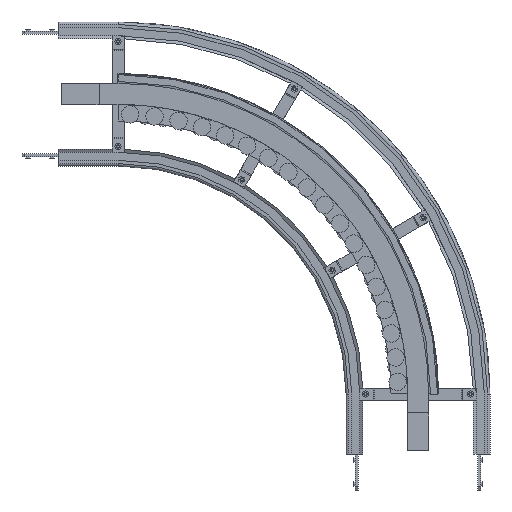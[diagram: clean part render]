
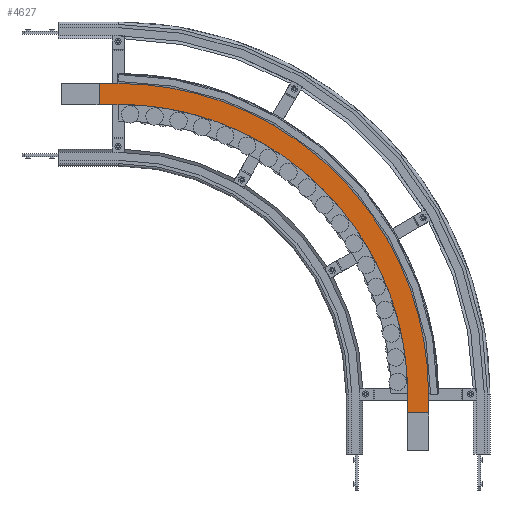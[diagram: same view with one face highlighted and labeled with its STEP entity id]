
A CAD part, front view. The second image highlights one B-rep face of the part: STEP entity #4627.
In plain terms, the highlighted planar face has unit normal (0, -1, 0).
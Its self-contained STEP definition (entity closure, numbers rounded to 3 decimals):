
#4627=ADVANCED_FACE('',(#9622),#9623,.T.);
#9622=FACE_OUTER_BOUND('',#14860,.T.);
#9623=PLANE('',#14861);
#14860=EDGE_LOOP('',(#28266,#28267,#28268,#28269,#28270,#28271,#28272,#28273,#28274,#28275,#28276,#28277,#28278,#28279,#28280,#28281,#28282,#28283,#28284,#28285,#28286,#28287,#28288,#28289,#28290));
#14861=AXIS2_PLACEMENT_3D('',#28291,#28292,#28293);
#28266=ORIENTED_EDGE('',*,*,#36055,.T.);
#28267=ORIENTED_EDGE('',*,*,#36053,.F.);
#28268=ORIENTED_EDGE('',*,*,#36056,.T.);
#28269=ORIENTED_EDGE('',*,*,#36057,.T.);
#28270=ORIENTED_EDGE('',*,*,#35095,.T.);
#28271=ORIENTED_EDGE('',*,*,#35118,.T.);
#28272=ORIENTED_EDGE('',*,*,#35092,.T.);
#28273=ORIENTED_EDGE('',*,*,#35123,.T.);
#28274=ORIENTED_EDGE('',*,*,#35089,.T.);
#28275=ORIENTED_EDGE('',*,*,#35086,.T.);
#28276=ORIENTED_EDGE('',*,*,#35083,.T.);
#28277=ORIENTED_EDGE('',*,*,#35078,.T.);
#28278=ORIENTED_EDGE('',*,*,#35075,.T.);
#28279=ORIENTED_EDGE('',*,*,#35072,.T.);
#28280=ORIENTED_EDGE('',*,*,#35069,.T.);
#28281=ORIENTED_EDGE('',*,*,#35067,.T.);
#28282=ORIENTED_EDGE('',*,*,#35061,.T.);
#28283=ORIENTED_EDGE('',*,*,#35059,.F.);
#28284=ORIENTED_EDGE('',*,*,#35055,.T.);
#28285=ORIENTED_EDGE('',*,*,#35052,.F.);
#28286=ORIENTED_EDGE('',*,*,#35049,.F.);
#28287=ORIENTED_EDGE('',*,*,#35046,.F.);
#28288=ORIENTED_EDGE('',*,*,#35043,.F.);
#28289=ORIENTED_EDGE('',*,*,#35040,.F.);
#28290=ORIENTED_EDGE('',*,*,#35036,.F.);
#28291=CARTESIAN_POINT('',(84.213,-51.0,-17.5));
#28292=DIRECTION('',(0.0,-1.0,0.0));
#28293=DIRECTION('',(1.0,0.0,0.0));
#35036=EDGE_CURVE('',#43021,#43022,#43023,.T.);
#35040=EDGE_CURVE('',#43022,#43027,#43028,.T.);
#35043=EDGE_CURVE('',#43027,#43031,#43032,.T.);
#35046=EDGE_CURVE('',#43031,#43035,#43036,.T.);
#35049=EDGE_CURVE('',#43035,#43039,#43040,.T.);
#35052=EDGE_CURVE('',#43039,#41718,#43043,.T.);
#35055=EDGE_CURVE('',#43046,#41718,#43047,.T.);
#35059=EDGE_CURVE('',#43046,#43050,#43052,.T.);
#35061=EDGE_CURVE('',#43054,#43050,#43055,.T.);
#35067=EDGE_CURVE('',#41772,#43054,#43063,.T.);
#35069=EDGE_CURVE('',#41788,#41772,#43065,.T.);
#35072=EDGE_CURVE('',#41802,#41788,#43068,.T.);
#35075=EDGE_CURVE('',#41814,#41802,#43071,.T.);
#35078=EDGE_CURVE('',#41828,#41814,#43074,.T.);
#35083=EDGE_CURVE('',#41840,#41828,#43081,.T.);
#35086=EDGE_CURVE('',#41856,#41840,#43084,.T.);
#35089=EDGE_CURVE('',#41944,#41856,#43087,.T.);
#35092=EDGE_CURVE('',#41913,#41940,#43090,.T.);
#35095=EDGE_CURVE('',#43093,#42874,#43094,.T.);
#35118=EDGE_CURVE('',#42874,#41913,#43123,.T.);
#35123=EDGE_CURVE('',#41940,#41944,#43128,.T.);
#36053=EDGE_CURVE('',#44478,#44473,#44480,.T.);
#36055=EDGE_CURVE('',#43021,#44473,#44482,.T.);
#36056=EDGE_CURVE('',#44478,#44483,#44484,.T.);
#36057=EDGE_CURVE('',#44483,#43093,#44485,.T.);
#41718=VERTEX_POINT('',#52077);
#41772=VERTEX_POINT('',#52159);
#41788=VERTEX_POINT('',#52182);
#41802=VERTEX_POINT('',#52204);
#41814=VERTEX_POINT('',#52220);
#41828=VERTEX_POINT('',#52242);
#41840=VERTEX_POINT('',#52258);
#41856=VERTEX_POINT('',#52291);
#41913=VERTEX_POINT('',#52369);
#41940=VERTEX_POINT('',#52424);
#41944=VERTEX_POINT('',#52430);
#42874=VERTEX_POINT('',#53720);
#43021=VERTEX_POINT('',#53912);
#43022=VERTEX_POINT('',#53913);
#43023=CIRCLE('',#53914,517.5);
#43027=VERTEX_POINT('',#53920);
#43028=CIRCLE('',#53921,517.5);
#43031=VERTEX_POINT('',#53925);
#43032=CIRCLE('',#53926,517.5);
#43035=VERTEX_POINT('',#53930);
#43036=CIRCLE('',#53931,517.5);
#43039=VERTEX_POINT('',#53935);
#43040=CIRCLE('',#53936,517.5);
#43043=CIRCLE('',#53940,517.5);
#43046=VERTEX_POINT('',#53944);
#43047=LINE('',#53945,#53946);
#43050=VERTEX_POINT('',#53950);
#43052=LINE('',#53953,#53954);
#43054=VERTEX_POINT('',#53956);
#43055=LINE('',#53957,#53958);
#43063=CIRCLE('',#53968,482.5);
#43065=CIRCLE('',#53970,482.5);
#43068=CIRCLE('',#53974,482.5);
#43071=CIRCLE('',#53977,482.5);
#43074=CIRCLE('',#53981,482.5);
#43081=CIRCLE('',#53988,482.5);
#43084=CIRCLE('',#53992,482.5);
#43087=CIRCLE('',#53995,482.5);
#43090=CIRCLE('',#53999,482.5);
#43093=VERTEX_POINT('',#54003);
#43094=CIRCLE('',#54004,482.5);
#43123=CIRCLE('',#54040,482.5);
#43128=CIRCLE('',#54045,482.5);
#44473=VERTEX_POINT('',#56152);
#44478=VERTEX_POINT('',#56159);
#44480=LINE('',#56162,#56163);
#44482=LINE('',#56165,#56166);
#44483=VERTEX_POINT('',#56167);
#44484=LINE('',#56168,#56169);
#44485=CIRCLE('',#56170,482.5);
#52077=CARTESIAN_POINT('',(617.5,-51.0,-500.0));
#52159=CARTESIAN_POINT('',(581.68,-51.0,-471.888));
#52182=CARTESIAN_POINT('',(572.543,-51.0,-402.486));
#52204=CARTESIAN_POINT('',(557.991,-51.0,-348.177));
#52220=CARTESIAN_POINT('',(531.204,-51.0,-283.506));
#52242=CARTESIAN_POINT('',(503.091,-51.0,-234.814));
#52258=CARTESIAN_POINT('',(460.478,-51.0,-179.279));
#52291=CARTESIAN_POINT('',(420.721,-51.0,-139.522));
#52369=CARTESIAN_POINT('',(251.823,-51.0,-42.009));
#52424=CARTESIAN_POINT('',(316.494,-51.0,-68.796));
#52430=CARTESIAN_POINT('',(365.186,-51.0,-96.909));
#53720=CARTESIAN_POINT('',(197.514,-51.0,-27.457));
#53912=CARTESIAN_POINT('',(100.0,-51.0,17.5));
#53913=CARTESIAN_POINT('',(233.939,-51.0,-0.133));
#53914=AXIS2_PLACEMENT_3D('',#63157,#63158,#63159);
#53920=CARTESIAN_POINT('',(358.75,-51.0,-51.832));
#53921=AXIS2_PLACEMENT_3D('',#63162,#63163,#63164);
#53925=CARTESIAN_POINT('',(465.928,-51.0,-134.072));
#53926=AXIS2_PLACEMENT_3D('',#63166,#63167,#63168);
#53930=CARTESIAN_POINT('',(548.168,-51.0,-241.25));
#53931=AXIS2_PLACEMENT_3D('',#63170,#63171,#63172);
#53935=CARTESIAN_POINT('',(599.867,-51.0,-366.061));
#53936=AXIS2_PLACEMENT_3D('',#63174,#63175,#63176);
#53940=AXIS2_PLACEMENT_3D('',#63178,#63179,#63180);
#53944=CARTESIAN_POINT('',(617.5,-51.0,-531.575));
#53945=CARTESIAN_POINT('',(617.5,-51.0,-531.575));
#53946=VECTOR('',#63182,1.0);
#53950=CARTESIAN_POINT('',(582.5,-51.0,-531.575));
#53953=CARTESIAN_POINT('',(617.5,-51.0,-531.575));
#53954=VECTOR('',#63185,1.0);
#53956=CARTESIAN_POINT('',(582.5,-51.0,-500.0));
#53957=CARTESIAN_POINT('',(582.5,-51.0,-531.575));
#53958=VECTOR('',#63186,1.0);
#53968=AXIS2_PLACEMENT_3D('',#63195,#63196,#63197);
#53970=AXIS2_PLACEMENT_3D('',#63198,#63199,#63200);
#53974=AXIS2_PLACEMENT_3D('',#63202,#63203,#63204);
#53977=AXIS2_PLACEMENT_3D('',#63208,#63209,#63210);
#53981=AXIS2_PLACEMENT_3D('',#63212,#63213,#63214);
#53988=AXIS2_PLACEMENT_3D('',#63224,#63225,#63226);
#53992=AXIS2_PLACEMENT_3D('',#63228,#63229,#63230);
#53995=AXIS2_PLACEMENT_3D('',#63234,#63235,#63236);
#53999=AXIS2_PLACEMENT_3D('',#63238,#63239,#63240);
#54003=CARTESIAN_POINT('',(128.112,-51.0,-18.32));
#54004=AXIS2_PLACEMENT_3D('',#63242,#63243,#63244);
#54040=AXIS2_PLACEMENT_3D('',#63276,#63277,#63278);
#54045=AXIS2_PLACEMENT_3D('',#63285,#63286,#63287);
#56152=CARTESIAN_POINT('',(68.425,-51.0,17.5));
#56159=CARTESIAN_POINT('',(68.425,-51.0,-17.5));
#56162=CARTESIAN_POINT('',(68.425,-51.0,-17.5));
#56163=VECTOR('',#64089,1.0);
#56165=CARTESIAN_POINT('',(68.425,-51.0,17.5));
#56166=VECTOR('',#64090,1.0);
#56167=CARTESIAN_POINT('',(100.0,-51.0,-17.5));
#56168=CARTESIAN_POINT('',(68.425,-51.0,-17.5));
#56169=VECTOR('',#64091,1.0);
#56170=AXIS2_PLACEMENT_3D('',#64092,#64093,#64094);
#63157=CARTESIAN_POINT('',(100.0,-51.0,-500.0));
#63158=DIRECTION('',(0.0,1.0,0.0));
#63159=DIRECTION('',(0.0,0.0,1.0));
#63162=CARTESIAN_POINT('',(100.0,-51.0,-500.0));
#63163=DIRECTION('',(0.0,1.0,0.0));
#63164=DIRECTION('',(0.0,0.0,1.0));
#63166=CARTESIAN_POINT('',(100.0,-51.0,-500.0));
#63167=DIRECTION('',(0.0,1.0,0.0));
#63168=DIRECTION('',(0.0,0.0,1.0));
#63170=CARTESIAN_POINT('',(100.0,-51.0,-500.0));
#63171=DIRECTION('',(0.0,1.0,0.0));
#63172=DIRECTION('',(0.0,0.0,1.0));
#63174=CARTESIAN_POINT('',(100.0,-51.0,-500.0));
#63175=DIRECTION('',(0.0,1.0,0.0));
#63176=DIRECTION('',(0.0,0.0,1.0));
#63178=CARTESIAN_POINT('',(100.0,-51.0,-500.0));
#63179=DIRECTION('',(0.0,1.0,0.0));
#63180=DIRECTION('',(0.0,0.0,1.0));
#63182=DIRECTION('',(0.0,0.0,1.0));
#63185=DIRECTION('',(-1.0,0.0,0.0));
#63186=DIRECTION('',(0.0,-0.0,-1.0));
#63195=CARTESIAN_POINT('',(100.0,-51.0,-500.0));
#63196=DIRECTION('',(0.0,1.0,0.0));
#63197=DIRECTION('',(0.0,0.0,1.0));
#63198=CARTESIAN_POINT('',(100.0,-51.0,-500.0));
#63199=DIRECTION('',(0.0,1.0,0.0));
#63200=DIRECTION('',(0.0,0.0,1.0));
#63202=CARTESIAN_POINT('',(100.0,-51.0,-500.0));
#63203=DIRECTION('',(0.0,1.0,0.0));
#63204=DIRECTION('',(0.0,0.0,1.0));
#63208=CARTESIAN_POINT('',(100.0,-51.0,-500.0));
#63209=DIRECTION('',(0.0,1.0,0.0));
#63210=DIRECTION('',(0.0,0.0,1.0));
#63212=CARTESIAN_POINT('',(100.0,-51.0,-500.0));
#63213=DIRECTION('',(0.0,1.0,0.0));
#63214=DIRECTION('',(0.0,0.0,1.0));
#63224=CARTESIAN_POINT('',(100.0,-51.0,-500.0));
#63225=DIRECTION('',(0.0,1.0,0.0));
#63226=DIRECTION('',(0.0,0.0,1.0));
#63228=CARTESIAN_POINT('',(100.0,-51.0,-500.0));
#63229=DIRECTION('',(0.0,1.0,0.0));
#63230=DIRECTION('',(0.0,0.0,1.0));
#63234=CARTESIAN_POINT('',(100.0,-51.0,-500.0));
#63235=DIRECTION('',(0.0,1.0,0.0));
#63236=DIRECTION('',(0.0,0.0,1.0));
#63238=CARTESIAN_POINT('',(100.0,-51.0,-500.0));
#63239=DIRECTION('',(0.0,1.0,0.0));
#63240=DIRECTION('',(0.0,0.0,1.0));
#63242=CARTESIAN_POINT('',(100.0,-51.0,-500.0));
#63243=DIRECTION('',(0.0,1.0,0.0));
#63244=DIRECTION('',(0.0,0.0,1.0));
#63276=CARTESIAN_POINT('',(100.0,-51.0,-500.0));
#63277=DIRECTION('',(0.0,1.0,0.0));
#63278=DIRECTION('',(0.0,0.0,1.0));
#63285=CARTESIAN_POINT('',(100.0,-51.0,-500.0));
#63286=DIRECTION('',(0.0,1.0,0.0));
#63287=DIRECTION('',(0.0,0.0,1.0));
#64089=DIRECTION('',(0.0,0.0,1.0));
#64090=DIRECTION('',(-1.0,-0.0,-0.0));
#64091=DIRECTION('',(1.0,0.0,0.0));
#64092=CARTESIAN_POINT('',(100.0,-51.0,-500.0));
#64093=DIRECTION('',(0.0,1.0,0.0));
#64094=DIRECTION('',(0.0,0.0,1.0));
